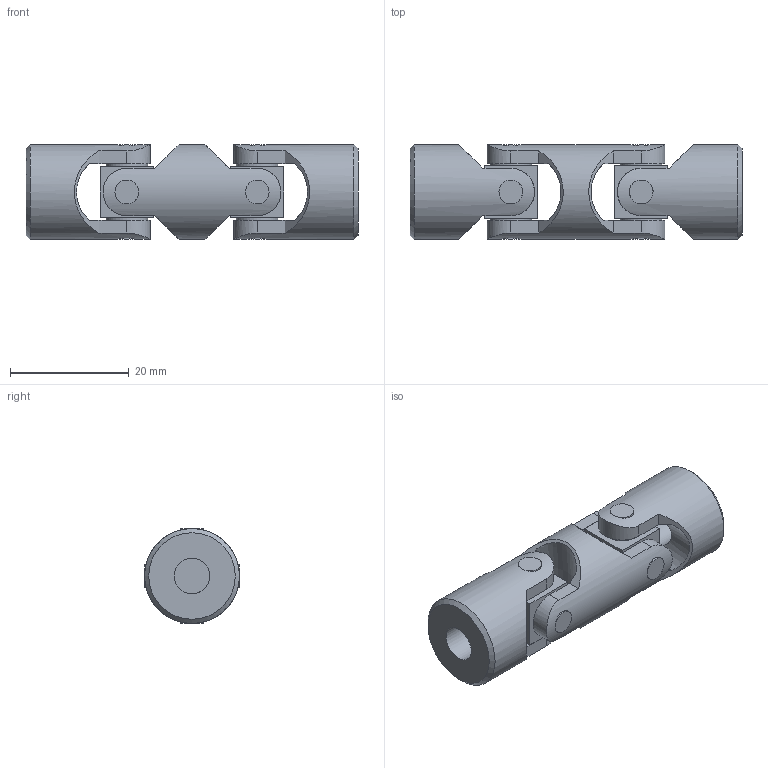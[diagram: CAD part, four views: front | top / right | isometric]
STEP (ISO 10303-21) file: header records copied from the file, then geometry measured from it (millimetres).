
FILE_DESCRIPTION( ( 'STEP AP214' ), '1' );
FILE_NAME( 'SX0D_0600_2_14b.stp', ' ', ( ' ' ), ( ' ' ), 'PSStep 15.0.47', 'PARTsolutions', ' ' );
FILE_SCHEMA( ( 'AUTOMOTIVE_DESIGN { 1 0 10303 214 1 1 1 1 }' ) );
Length unit declared in the file: millimetre
Products named in the file (4): SX0D 0600; HI_01X-11-1; HI_01X-1; HI_01XD-3
Assembly tree (5 placements, depth 2):
  SX0D 0600
    HI_01X-11-1  x2
    HI_01X-1  x2
    HI_01XD-3
Bounding box: 56 x 16 x 16 mm (x, y, z)
Volume: 7988.3 mm3; surface area: 5417.4 mm2
Topology: 5 solids, 5 shells, 105 faces, 221 edges, 142 vertices
Faces by surface type: plane 62, cylinder 37, torus 4, cone 2
Full cylindrical faces by diameter (mm): 6 x2, 7 x8, 16 x3
Entity records: 3122 total; most frequent: CARTESIAN_POINT 1025, DIRECTION 306, ORIENTED_EDGE 276, EDGE_CURVE 138, AXIS2_PLACEMENT_3D 117, VERTEX_POINT 92, EDGE_LOOP 90, FACE_OUTER_BOUND 77
